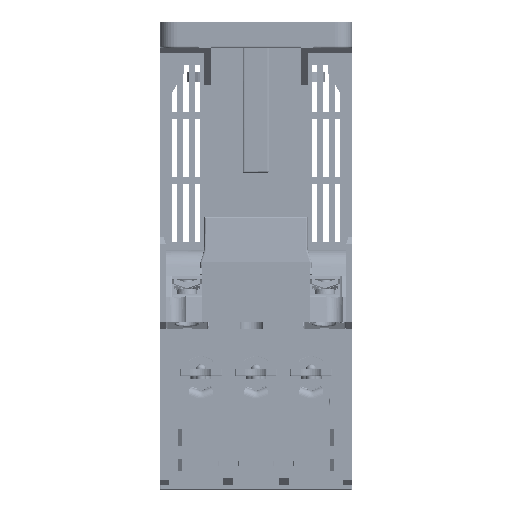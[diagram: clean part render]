
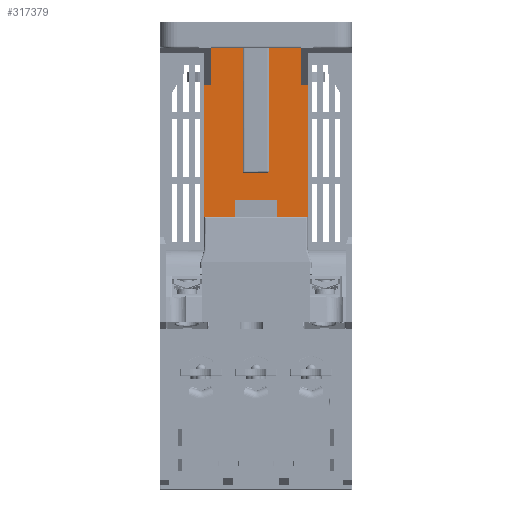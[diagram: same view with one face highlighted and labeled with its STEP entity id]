
A CAD part, left-side view. The second image highlights one B-rep face of the part: STEP entity #317379.
In plain terms, the highlighted planar face has unit normal (-1, 0, 0).
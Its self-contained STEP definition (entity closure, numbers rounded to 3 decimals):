
#299089=CARTESIAN_POINT('',(-33.,12.8,69.5));
#299090=VERTEX_POINT('',#299089);
#299097=CARTESIAN_POINT('',(-33.,3.75,69.5));
#299098=VERTEX_POINT('',#299097);
#299099=CARTESIAN_POINT('',(-33.,3.75,69.5));
#299100=DIRECTION('',(0.0,1.0,0.0));
#299101=VECTOR('',#299100,9.05);
#299102=LINE('',#299099,#299101);
#299103=EDGE_CURVE('',#299098,#299090,#299102,.T.);
#299139=CARTESIAN_POINT('',(-33.,-3.75,69.5));
#299140=VERTEX_POINT('',#299139);
#299147=CARTESIAN_POINT('',(-33.,-12.8,69.5));
#299148=VERTEX_POINT('',#299147);
#299149=CARTESIAN_POINT('',(-33.,-12.8,69.5));
#299150=DIRECTION('',(0.0,1.0,0.0));
#299151=VECTOR('',#299150,9.05);
#299152=LINE('',#299149,#299151);
#299153=EDGE_CURVE('',#299148,#299140,#299152,.T.);
#300495=CARTESIAN_POINT('',(-33.,-14.8,59.));
#300496=VERTEX_POINT('',#300495);
#300503=CARTESIAN_POINT('',(-33.,-14.8,21.2));
#300504=VERTEX_POINT('',#300503);
#300505=CARTESIAN_POINT('',(-33.,-14.8,59.));
#300506=DIRECTION('',(0.0,0.0,-1.0));
#300507=VECTOR('',#300506,37.8);
#300508=LINE('',#300505,#300507);
#300509=EDGE_CURVE('',#300496,#300504,#300508,.T.);
#301411=CARTESIAN_POINT('',(-33.,-3.25,33.8));
#301412=VERTEX_POINT('',#301411);
#301413=CARTESIAN_POINT('',(-33.,-3.75,34.3));
#301414=VERTEX_POINT('',#301413);
#301415=CARTESIAN_POINT('',(-33.,-3.25,34.3));
#301416=DIRECTION('',(1.0,0.0,0.0));
#301417=DIRECTION('',(0.0,-0.707,-0.707));
#301418=AXIS2_PLACEMENT_3D('',#301415,#301416,#301417);
#301419=CIRCLE('',#301418,0.5);
#301420=EDGE_CURVE('',#301412,#301414,#301419,.F.);
#301521=CARTESIAN_POINT('',(-33.,-3.75,69.5));
#301522=DIRECTION('',(0.0,0.0,-1.0));
#301523=VECTOR('',#301522,35.2);
#301524=LINE('',#301521,#301523);
#301525=EDGE_CURVE('',#299140,#301414,#301524,.T.);
#301538=CARTESIAN_POINT('',(-33.,3.75,33.8));
#301539=VERTEX_POINT('',#301538);
#301546=CARTESIAN_POINT('',(-33.,-3.25,33.8));
#301547=DIRECTION('',(0.0,1.0,0.0));
#301548=VECTOR('',#301547,7.);
#301549=LINE('',#301546,#301548);
#301550=EDGE_CURVE('',#301412,#301539,#301549,.T.);
#301596=CARTESIAN_POINT('',(-33.,3.75,33.8));
#301597=DIRECTION('',(0.0,0.0,1.0));
#301598=VECTOR('',#301597,35.7);
#301599=LINE('',#301596,#301598);
#301600=EDGE_CURVE('',#301539,#299098,#301599,.T.);
#301720=CARTESIAN_POINT('',(-33.,-5.95,21.2));
#301721=VERTEX_POINT('',#301720);
#301722=CARTESIAN_POINT('',(-33.,-14.8,21.2));
#301723=DIRECTION('',(0.0,1.0,0.0));
#301724=VECTOR('',#301723,8.85);
#301725=LINE('',#301722,#301724);
#301726=EDGE_CURVE('',#300504,#301721,#301725,.T.);
#301744=CARTESIAN_POINT('',(-33.,5.95,21.2));
#301745=VERTEX_POINT('',#301744);
#301752=CARTESIAN_POINT('',(-33.,14.8,21.2));
#301753=VERTEX_POINT('',#301752);
#301754=CARTESIAN_POINT('',(-33.,5.95,21.2));
#301755=DIRECTION('',(0.0,1.0,0.0));
#301756=VECTOR('',#301755,8.85);
#301757=LINE('',#301754,#301756);
#301758=EDGE_CURVE('',#301745,#301753,#301757,.T.);
#317229=CARTESIAN_POINT('',(-33.,5.95,26.));
#317230=VERTEX_POINT('',#317229);
#317237=CARTESIAN_POINT('',(-33.,5.95,21.2));
#317238=DIRECTION('',(0.0,0.0,1.0));
#317239=VECTOR('',#317238,4.8);
#317240=LINE('',#317237,#317239);
#317241=EDGE_CURVE('',#301745,#317230,#317240,.T.);
#317260=CARTESIAN_POINT('',(-33.,-5.95,26.));
#317261=VERTEX_POINT('',#317260);
#317268=CARTESIAN_POINT('',(-33.,5.95,26.));
#317269=DIRECTION('',(0.0,-1.0,0.0));
#317270=VECTOR('',#317269,11.9);
#317271=LINE('',#317268,#317270);
#317272=EDGE_CURVE('',#317230,#317261,#317271,.T.);
#317290=CARTESIAN_POINT('',(-33.,-5.95,26.));
#317291=DIRECTION('',(0.0,0.0,-1.0));
#317292=VECTOR('',#317291,4.8);
#317293=LINE('',#317290,#317292);
#317294=EDGE_CURVE('',#317261,#301721,#317293,.T.);
#317324=CARTESIAN_POINT('',(-33.,14.8,21.2));
#317325=DIRECTION('',(1.0,0.0,0.0));
#317326=DIRECTION('',(0.0,0.0,-1.0));
#317327=AXIS2_PLACEMENT_3D('',#317324,#317325,#317326);
#317328=PLANE('',#317327);
#317329=ORIENTED_EDGE('',*,*,#317272,.T.);
#317330=ORIENTED_EDGE('',*,*,#317294,.T.);
#317331=ORIENTED_EDGE('',*,*,#301726,.F.);
#317332=ORIENTED_EDGE('',*,*,#300509,.F.);
#317333=CARTESIAN_POINT('',(-33.,-12.8,59.));
#317334=VERTEX_POINT('',#317333);
#317335=CARTESIAN_POINT('',(-33.,-14.8,59.));
#317336=DIRECTION('',(0.0,1.0,0.0));
#317337=VECTOR('',#317336,2.0);
#317338=LINE('',#317335,#317337);
#317339=EDGE_CURVE('',#300496,#317334,#317338,.T.);
#317340=ORIENTED_EDGE('',*,*,#317339,.T.);
#317341=CARTESIAN_POINT('',(-33.,-12.8,59.));
#317342=DIRECTION('',(0.0,0.0,1.0));
#317343=VECTOR('',#317342,10.5);
#317344=LINE('',#317341,#317343);
#317345=EDGE_CURVE('',#317334,#299148,#317344,.T.);
#317346=ORIENTED_EDGE('',*,*,#317345,.T.);
#317347=ORIENTED_EDGE('',*,*,#299153,.T.);
#317348=ORIENTED_EDGE('',*,*,#301525,.T.);
#317349=ORIENTED_EDGE('',*,*,#301420,.F.);
#317350=ORIENTED_EDGE('',*,*,#301550,.T.);
#317351=ORIENTED_EDGE('',*,*,#301600,.T.);
#317352=ORIENTED_EDGE('',*,*,#299103,.T.);
#317353=CARTESIAN_POINT('',(-33.,12.8,59.));
#317354=VERTEX_POINT('',#317353);
#317355=CARTESIAN_POINT('',(-33.,12.8,69.5));
#317356=DIRECTION('',(0.0,0.0,-1.0));
#317357=VECTOR('',#317356,10.5);
#317358=LINE('',#317355,#317357);
#317359=EDGE_CURVE('',#299090,#317354,#317358,.T.);
#317360=ORIENTED_EDGE('',*,*,#317359,.T.);
#317361=CARTESIAN_POINT('',(-33.,14.8,59.));
#317362=VERTEX_POINT('',#317361);
#317363=CARTESIAN_POINT('',(-33.,12.8,59.));
#317364=DIRECTION('',(0.0,1.0,0.0));
#317365=VECTOR('',#317364,2.0);
#317366=LINE('',#317363,#317365);
#317367=EDGE_CURVE('',#317354,#317362,#317366,.T.);
#317368=ORIENTED_EDGE('',*,*,#317367,.T.);
#317369=CARTESIAN_POINT('',(-33.,14.8,21.2));
#317370=DIRECTION('',(0.0,0.0,1.0));
#317371=VECTOR('',#317370,37.8);
#317372=LINE('',#317369,#317371);
#317373=EDGE_CURVE('',#301753,#317362,#317372,.T.);
#317374=ORIENTED_EDGE('',*,*,#317373,.F.);
#317375=ORIENTED_EDGE('',*,*,#301758,.F.);
#317376=ORIENTED_EDGE('',*,*,#317241,.T.);
#317377=EDGE_LOOP('',(#317329,#317330,#317331,#317332,#317340,#317346,#317347,#317348,#317349,#317350,#317351,#317352,#317360,#317368,#317374,#317375,#317376));
#317378=FACE_OUTER_BOUND('',#317377,.T.);
#317379=ADVANCED_FACE('',(#317378),#317328,.F.);
